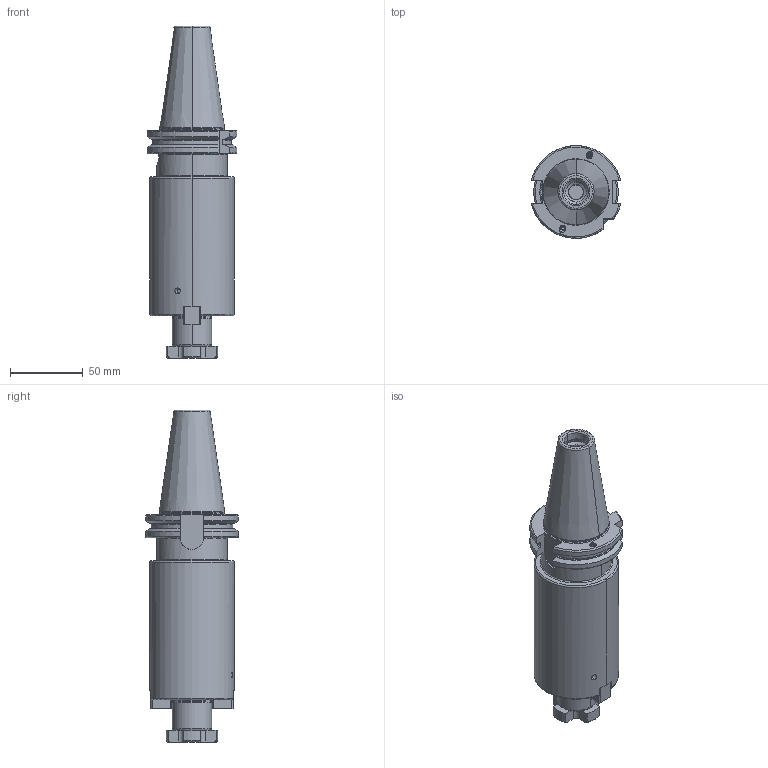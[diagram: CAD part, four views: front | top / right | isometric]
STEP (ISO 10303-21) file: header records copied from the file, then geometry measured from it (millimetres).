
FILE_DESCRIPTION((''),'2;1');
FILE_NAME('403_11_27_130','2021-03-29T',('103090'),(''),'CREO PARAMETRIC BY PTC INC, 2016260','CREO PARAMETRIC BY PTC INC, 2016260','');
FILE_SCHEMA(('CONFIG_CONTROL_DESIGN'));
Length unit declared in the file: millimetre
Products named in the file (1): 403_11_27_130
Bounding box: 61.48 x 63.54 x 227.4 mm (x, y, z)
Volume: 381251.6 mm3; surface area: 54054.6 mm2
Topology: 1 solids, 4 shells, 305 faces, 761 edges, 465 vertices
Faces by surface type: plane 109, cylinder 90, cone 59, torus 47
Entity records: 9773 total; most frequent: CARTESIAN_POINT 2439, DIRECTION 1575, ORIENTED_EDGE 1502, EDGE_CURVE 751, AXIS2_PLACEMENT_3D 603, VERTEX_POINT 465, VECTOR 369, LINE 369
